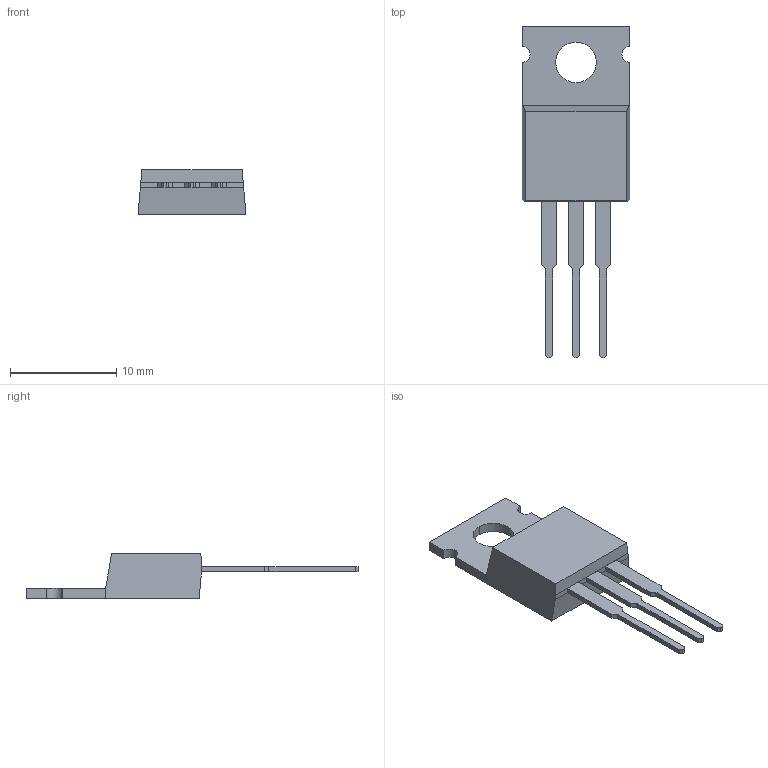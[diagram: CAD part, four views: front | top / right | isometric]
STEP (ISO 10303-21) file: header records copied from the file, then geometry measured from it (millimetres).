
FILE_DESCRIPTION (( 'STEP AP214' ), '1' );
FILE_NAME ('IRFB4321PBF.STEP', '2022-06-08T04:55:59', ( '' ), ( '' ), 'SwSTEP 2.0', 'SolidWorks 2017', '' );
FILE_SCHEMA (( 'AUTOMOTIVE_DESIGN' ));
Length unit declared in the file: inch
Products named in the file (1): IRFB4321PBF
Bounding box: 10.16 x 31.24 x 4.19 mm (x, y, z)
Volume: 439.4 mm3; surface area: 747 mm2
Topology: 5 solids, 5 shells, 74 faces, 190 edges, 126 vertices
Faces by surface type: plane 70, cylinder 4
Entity records: 2294 total; most frequent: CARTESIAN_POINT 391, ORIENTED_EDGE 380, DIRECTION 348, EDGE_CURVE 190, VECTOR 182, LINE 182, VERTEX_POINT 126, AXIS2_PLACEMENT_3D 83
